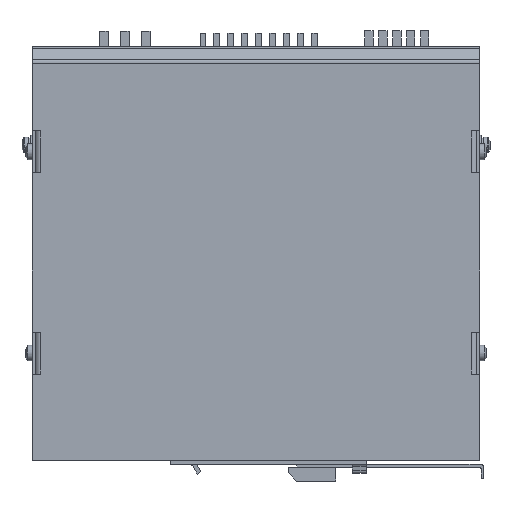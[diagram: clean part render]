
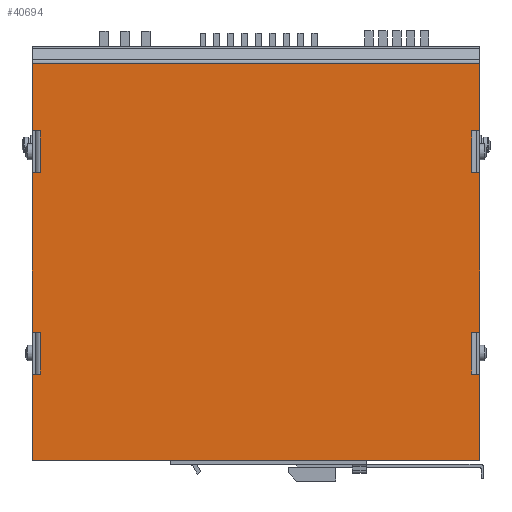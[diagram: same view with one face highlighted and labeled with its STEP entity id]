
A CAD part, left-side view. The second image highlights one B-rep face of the part: STEP entity #40694.
In plain terms, the highlighted planar face has unit normal (-1, 0, 0).
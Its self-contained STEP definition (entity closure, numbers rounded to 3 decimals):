
#2712=PLANE('',#43448);
#4514=FACE_OUTER_BOUND('',#7014,.T.);
#7014=EDGE_LOOP('',(#34795,#34796,#34797,#34798,#34799,#34800,#34801,#34802,
#34803,#34804,#34805,#34806,#34807,#34808,#34809,#34810,#34811,#34812,#34813,
#34814));
#11212=LINE('',#62489,#15956);
#11225=LINE('',#62530,#15969);
#11228=LINE('',#62547,#15972);
#11232=LINE('',#62571,#15976);
#11235=LINE('',#62590,#15979);
#11237=LINE('',#62599,#15981);
#11238=LINE('',#62600,#15982);
#11239=LINE('',#62602,#15983);
#11240=LINE('',#62604,#15984);
#11241=LINE('',#62605,#15985);
#11242=LINE('',#62607,#15986);
#11243=LINE('',#62609,#15987);
#11244=LINE('',#62611,#15988);
#11245=LINE('',#62613,#15989);
#11246=LINE('',#62614,#15990);
#11247=LINE('',#62616,#15991);
#11248=LINE('',#62618,#15992);
#11249=LINE('',#62619,#15993);
#11250=LINE('',#62621,#15994);
#11251=LINE('',#62622,#15995);
#15956=VECTOR('',#51197,1.);
#15969=VECTOR('',#51240,1.);
#15972=VECTOR('',#51257,1.);
#15976=VECTOR('',#51281,1.);
#15979=VECTOR('',#51300,1.);
#15981=VECTOR('',#51310,1.);
#15982=VECTOR('',#51311,1.);
#15983=VECTOR('',#51312,1.);
#15984=VECTOR('',#51313,1.);
#15985=VECTOR('',#51314,1.);
#15986=VECTOR('',#51315,1.);
#15987=VECTOR('',#51316,1.);
#15988=VECTOR('',#51317,1.);
#15989=VECTOR('',#51318,1.);
#15990=VECTOR('',#51319,1.);
#15991=VECTOR('',#51320,1.);
#15992=VECTOR('',#51321,1.);
#15993=VECTOR('',#51322,1.);
#15994=VECTOR('',#51323,1.);
#15995=VECTOR('',#51324,1.);
#20512=VERTEX_POINT('',#62486);
#20513=VERTEX_POINT('',#62488);
#20525=VERTEX_POINT('',#62527);
#20526=VERTEX_POINT('',#62529);
#20532=VERTEX_POINT('',#62544);
#20533=VERTEX_POINT('',#62546);
#20539=VERTEX_POINT('',#62561);
#20543=VERTEX_POINT('',#62569);
#20547=VERTEX_POINT('',#62580);
#20551=VERTEX_POINT('',#62588);
#20554=VERTEX_POINT('',#62598);
#20555=VERTEX_POINT('',#62601);
#20556=VERTEX_POINT('',#62603);
#20557=VERTEX_POINT('',#62606);
#20558=VERTEX_POINT('',#62608);
#20559=VERTEX_POINT('',#62610);
#20560=VERTEX_POINT('',#62612);
#20561=VERTEX_POINT('',#62615);
#20562=VERTEX_POINT('',#62617);
#20563=VERTEX_POINT('',#62620);
#25492=EDGE_CURVE('',#20513,#20512,#11212,.T.);
#25513=EDGE_CURVE('',#20526,#20525,#11225,.T.);
#25521=EDGE_CURVE('',#20533,#20532,#11228,.T.);
#25533=EDGE_CURVE('',#20539,#20543,#11232,.T.);
#25542=EDGE_CURVE('',#20547,#20551,#11235,.T.);
#25546=EDGE_CURVE('',#20554,#20512,#11237,.T.);
#25547=EDGE_CURVE('',#20554,#20547,#11238,.T.);
#25548=EDGE_CURVE('',#20555,#20551,#11239,.T.);
#25549=EDGE_CURVE('',#20556,#20555,#11240,.T.);
#25550=EDGE_CURVE('',#20556,#20539,#11241,.T.);
#25551=EDGE_CURVE('',#20557,#20543,#11242,.T.);
#25552=EDGE_CURVE('',#20558,#20557,#11243,.T.);
#25553=EDGE_CURVE('',#20559,#20558,#11244,.T.);
#25554=EDGE_CURVE('',#20560,#20559,#11245,.T.);
#25555=EDGE_CURVE('',#20560,#20526,#11246,.T.);
#25556=EDGE_CURVE('',#20561,#20525,#11247,.T.);
#25557=EDGE_CURVE('',#20562,#20561,#11248,.T.);
#25558=EDGE_CURVE('',#20562,#20533,#11249,.T.);
#25559=EDGE_CURVE('',#20563,#20532,#11250,.T.);
#25560=EDGE_CURVE('',#20513,#20563,#11251,.T.);
#34795=ORIENTED_EDGE('',*,*,#25492,.T.);
#34796=ORIENTED_EDGE('',*,*,#25546,.F.);
#34797=ORIENTED_EDGE('',*,*,#25547,.T.);
#34798=ORIENTED_EDGE('',*,*,#25542,.T.);
#34799=ORIENTED_EDGE('',*,*,#25548,.F.);
#34800=ORIENTED_EDGE('',*,*,#25549,.F.);
#34801=ORIENTED_EDGE('',*,*,#25550,.T.);
#34802=ORIENTED_EDGE('',*,*,#25533,.T.);
#34803=ORIENTED_EDGE('',*,*,#25551,.F.);
#34804=ORIENTED_EDGE('',*,*,#25552,.F.);
#34805=ORIENTED_EDGE('',*,*,#25553,.F.);
#34806=ORIENTED_EDGE('',*,*,#25554,.F.);
#34807=ORIENTED_EDGE('',*,*,#25555,.T.);
#34808=ORIENTED_EDGE('',*,*,#25513,.T.);
#34809=ORIENTED_EDGE('',*,*,#25556,.F.);
#34810=ORIENTED_EDGE('',*,*,#25557,.F.);
#34811=ORIENTED_EDGE('',*,*,#25558,.T.);
#34812=ORIENTED_EDGE('',*,*,#25521,.T.);
#34813=ORIENTED_EDGE('',*,*,#25559,.F.);
#34814=ORIENTED_EDGE('',*,*,#25560,.F.);
#40694=ADVANCED_FACE('',(#4514),#2712,.F.);
#43448=AXIS2_PLACEMENT_3D('',#62597,#51308,#51309);
#51197=DIRECTION('',(0.,1.,0.));
#51240=DIRECTION('',(0.,0.,1.));
#51257=DIRECTION('',(0.,0.,1.));
#51281=DIRECTION('',(0.,0.,-1.));
#51300=DIRECTION('',(0.,0.,-1.));
#51308=DIRECTION('center_axis',(1.,0.,0.));
#51309=DIRECTION('ref_axis',(0.,0.,-1.));
#51310=DIRECTION('',(0.,0.,1.));
#51311=DIRECTION('',(0.,-1.,0.));
#51312=DIRECTION('',(0.,-1.,0.));
#51313=DIRECTION('',(0.,0.,1.));
#51314=DIRECTION('',(0.,-1.,0.));
#51315=DIRECTION('',(0.,-1.,0.));
#51316=DIRECTION('',(0.,0.,1.));
#51317=DIRECTION('',(0.,1.,0.));
#51318=DIRECTION('',(0.,0.,-1.));
#51319=DIRECTION('',(0.,1.,0.));
#51320=DIRECTION('',(0.,1.,0.));
#51321=DIRECTION('',(0.,0.,-1.));
#51322=DIRECTION('',(0.,1.,0.));
#51323=DIRECTION('',(0.,1.,0.));
#51324=DIRECTION('',(0.,0.,-1.));
#62486=CARTESIAN_POINT('',(-1.,159.,141.054));
#62488=CARTESIAN_POINT('',(-1.,-1.,141.054));
#62489=CARTESIAN_POINT('',(-1.,79.,141.054));
#62527=CARTESIAN_POINT('',(-1.,1.8,44.8));
#62529=CARTESIAN_POINT('',(-1.,1.8,29.8));
#62530=CARTESIAN_POINT('',(-1.,1.8,53.869));
#62544=CARTESIAN_POINT('',(-1.,1.8,116.8));
#62546=CARTESIAN_POINT('',(-1.,1.8,101.8));
#62547=CARTESIAN_POINT('',(-1.,1.8,89.869));
#62561=CARTESIAN_POINT('',(-1.,156.2,44.8));
#62569=CARTESIAN_POINT('',(-1.,156.2,29.8));
#62571=CARTESIAN_POINT('',(-1.,156.2,53.869));
#62580=CARTESIAN_POINT('',(-1.,156.2,116.8));
#62588=CARTESIAN_POINT('',(-1.,156.2,101.8));
#62590=CARTESIAN_POINT('',(-1.,156.2,89.869));
#62597=CARTESIAN_POINT('Origin',(-1.,79.,70.438));
#62598=CARTESIAN_POINT('',(-1.,159.,116.8));
#62599=CARTESIAN_POINT('',(-1.,159.,116.8));
#62600=CARTESIAN_POINT('',(-1.,118.05,116.8));
#62601=CARTESIAN_POINT('',(-1.,159.,101.8));
#62602=CARTESIAN_POINT('',(-1.,159.,101.8));
#62603=CARTESIAN_POINT('',(-1.,159.,44.8));
#62604=CARTESIAN_POINT('',(-1.,159.,44.8));
#62605=CARTESIAN_POINT('',(-1.,118.05,44.8));
#62606=CARTESIAN_POINT('',(-1.,159.,29.8));
#62607=CARTESIAN_POINT('',(-1.,159.,29.8));
#62608=CARTESIAN_POINT('',(-1.,159.,-1.));
#62609=CARTESIAN_POINT('',(-1.,159.,-1.));
#62610=CARTESIAN_POINT('',(-1.,-1.,-1.));
#62611=CARTESIAN_POINT('',(-1.,-1.,-1.));
#62612=CARTESIAN_POINT('',(-1.,-1.,29.8));
#62613=CARTESIAN_POINT('',(-1.,-1.,29.8));
#62614=CARTESIAN_POINT('',(-1.,39.95,29.8));
#62615=CARTESIAN_POINT('',(-1.,-1.,44.8));
#62616=CARTESIAN_POINT('',(-1.,-1.,44.8));
#62617=CARTESIAN_POINT('',(-1.,-1.,101.8));
#62618=CARTESIAN_POINT('',(-1.,-1.,101.8));
#62619=CARTESIAN_POINT('',(-1.,39.95,101.8));
#62620=CARTESIAN_POINT('',(-1.,-1.,116.8));
#62621=CARTESIAN_POINT('',(-1.,-1.,116.8));
#62622=CARTESIAN_POINT('',(-1.,-1.,141.8));
